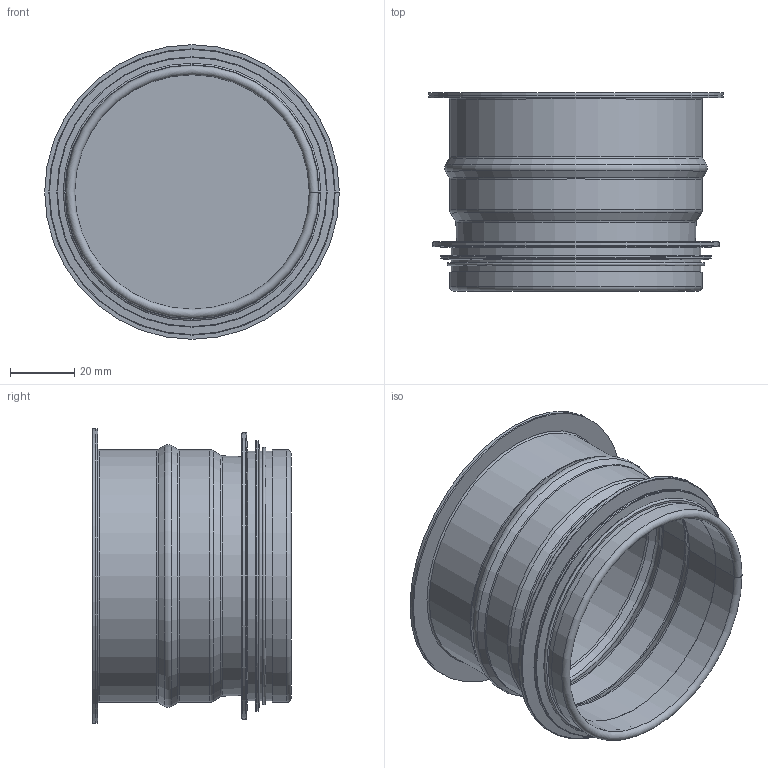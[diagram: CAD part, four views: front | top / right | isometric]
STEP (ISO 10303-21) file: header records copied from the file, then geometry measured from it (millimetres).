
FILE_DESCRIPTION((''),'2;1');
FILE_NAME('HNG-80.stp','2014-02-20T08:26:27',(''),(''),'Autodesk Inventor 2013','Autodesk Inventor 2013','');
FILE_SCHEMA(('AUTOMOTIVE_DESIGN { 1 2 10303 214 0 1 1 1 }'));
Length unit declared in the file: millimetre
Products named in the file (4): HNG-80; HNGRörämne-80; HNGN-80; 999002
Assembly tree (3 placements, depth 2):
  HNG-80
    HNGRörämne-80
    HNGN-80
    999002
Bounding box: 92.05 x 62 x 92.05 mm (x, y, z)
Volume: 24290.3 mm3; surface area: 63388 mm2
Topology: 3 solids, 3 shells, 92 faces, 176 edges, 93 vertices
Faces by surface type: plane 44, torus 22, cylinder 16, cone 10
Full cylindrical faces by diameter (mm): 73.25 x1, 74.25 x1, 75.45 x1, 78.05 x6, 79.05 x3, 84.45 x1, 89.45 x1, 92.05 x2
Entity records: 2358 total; most frequent: DIRECTION 448, CARTESIAN_POINT 353, ORIENTED_EDGE 322, AXIS2_PLACEMENT_3D 188, EDGE_CURVE 161, EDGE_LOOP 112, VERTEX_POINT 93, FACE_OUTER_BOUND 92
